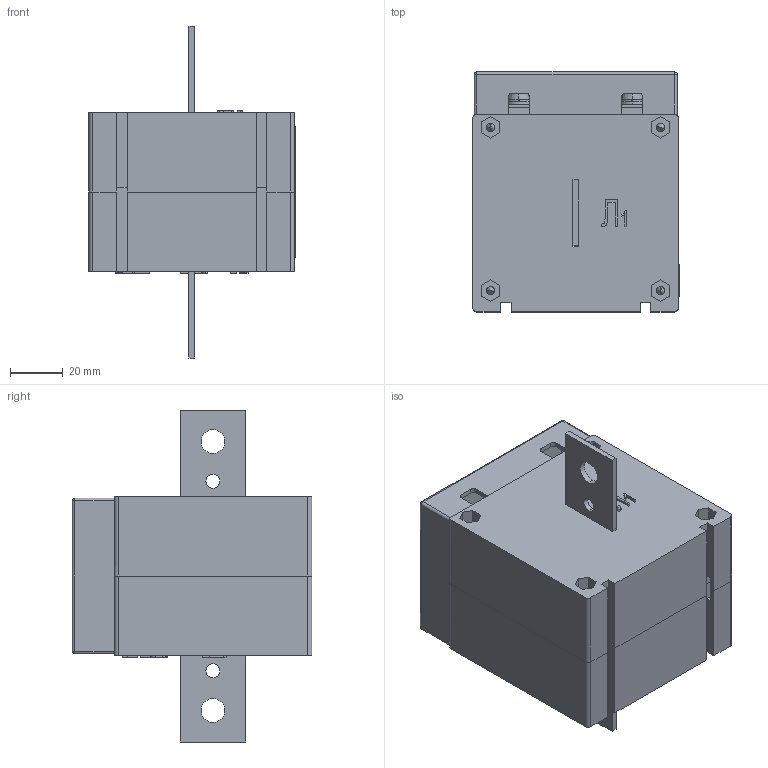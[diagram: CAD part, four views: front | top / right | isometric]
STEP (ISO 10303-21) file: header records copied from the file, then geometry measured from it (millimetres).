
FILE_DESCRIPTION (( 'STEP AP214' ), '1' );
FILE_NAME ('ﾒ-0,66-1ﾍ.STEP', '2023-07-26T05:44:36', ( '' ), ( '' ), 'SwSTEP 2.0', 'SolidWorks 2014', '' );
FILE_SCHEMA (( 'AUTOMOTIVE_DESIGN' ));
Length unit declared in the file: millimetre
Products named in the file (44): ﾘ琺矜 5.01.019 ﾃﾎﾑﾒ11371-78; ÂÅÈÓ.685412.034 Ìàãíèòîïðîâîä ñ îáìîòêîé_01; ÂÅÈÓ.757249.004 Ïëàñòèíà êîíòàêòíàÿ; 妈眚 󊅠.58.019 梦岩17473-80; ÂÅÈÓ.323293.013 Êðûøêà çàùèòíàÿ_-01; ÂÅÈÓ.323293.013 Êðûøêà çàùèòíàÿ; Ãàéêà Ì4.5.019 ÃÎÑÒ5915-70; 屡扔.741134.005 想囗赅; 屡扔.757461.018 袜觐礤黜桕; Øóðóï 2-4õ20.019 ÃÎÑÒ 1144-80; 屡扔.757461.018 袜觐礤黜桕_-02; ÂÅÈÓ.686171.014 Ïîëóêîðïóñ Ë1 âàð À; ÂÅÈÓ.686171.013 Ïîëóêîðïóñ Ë2 âàð À_‘ ª«¥¬­®© ª®«®¤ª®©; ÂÅÈÓ.686171.013 Ïîëóêîðïóñ Ë2 âàð À; 妈眚 󊙅0.58.019 梦岩17473-80; 屡扔.754312.158 亦犭梓赅; ﾒ-0,66-1ﾍ; ÂÅÈÓ.754312.152 Òàáëè÷êà ïðåäñòàâèòåëüíàÿ; ﾘ琺矜 5.65ﾃ.019 ﾃﾎﾑﾒ 6402-70
Assembly tree (29 placements, depth 3):
  ﾘ琺矜 5.01.019 ﾃﾎﾑﾒ11371-78
  ﾘ琺矜 5.01.019 ﾃﾎﾑﾒ11371-78
  ÂÅÈÓ.757249.004 Ïëàñòèíà êîíòàêòíàÿ
  ÂÅÈÓ.757249.004 Ïëàñòèíà êîíòàêòíàÿ
  妈眚 󊅠.58.019 梦岩17473-80
Bounding box: 78.3 x 91 x 126 mm (x, y, z)
Volume: 113136.8 mm3; surface area: 104557 mm2
Topology: 28 solids, 28 shells, 1028 faces, 2682 edges, 1729 vertices
Faces by surface type: plane 656, cylinder 239, cone 60, bspline 28, torus 27, sphere 18
Entity records: 26589 total; most frequent: CARTESIAN_POINT 6155, ORIENTED_EDGE 4064, DIRECTION 3907, EDGE_CURVE 2032, LINE 1477, VECTOR 1477, VERTEX_POINT 1321, AXIS2_PLACEMENT_3D 1215
